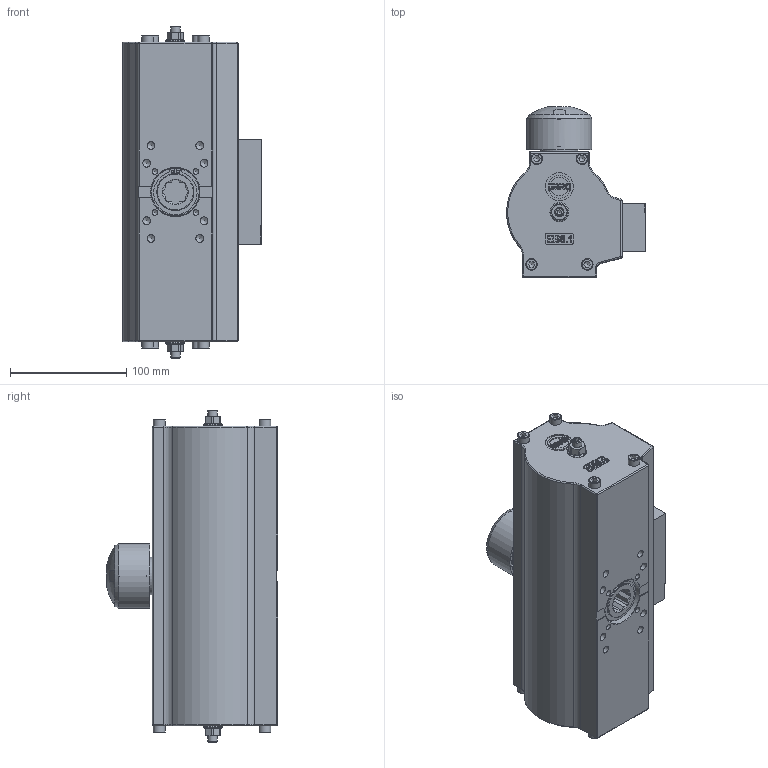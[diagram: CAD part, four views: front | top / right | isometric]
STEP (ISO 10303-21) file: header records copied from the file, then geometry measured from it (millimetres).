
FILE_DESCRIPTION(/* description */ ('','CAx-IF Rec.Pracs.---Representation and Presentation of Product Manufacturing Information (PMI)---3.8---2014-02-18'),/* implementation_level */ '2;1');
FILE_NAME(/* name */ 'EB 8.1 SYD F05F07.stp',/* time_stamp */ '2018-10-16T09:23:05+02:00',/* author */ ('hellwig'),/* organization */ (''),/* preprocessor_version */ 'ST-DEVELOPER v16.5',/* originating_system */ 'Autodesk Inventor 2017',/* authorisation */ '');
FILE_SCHEMA (('AP242_MANAGED_MODEL_BASED_3D_ENGINEERING_MIM_LF { 1 0 10303 442 1 1 4 }'));
Length unit declared in the file: millimetre
Products named in the file (1): M47054
Bounding box: 119.37 x 147.5 x 286 mm (x, y, z)
Volume: 1006592.7 mm3; surface area: 287169.2 mm2
Topology: 1 solids, 42 shells, 2329 faces, 5955 edges, 3634 vertices
Faces by surface type: plane 974, cylinder 601, bspline 363, torus 138, cone 131, sphere 122
Full cylindrical faces by diameter (mm): 2 x10, 2.5 x2, 3 x4, 4 x4, 4.134 x8, 4.2 x1, 4.917 x15, 5 x3, 5.5 x1, 6 x10, 6.6 x2, 6.647 x8, 7 x8, 8 x5, 9 x2, 10 x10, 11 x4, 11.1 x2, 11.3 x2, 11.445 x2, 12 x2, 13 x2, 16.4 x2, 16.5 x1, 18 x1, 19 x1, 20 x2, 20.1 x1, 23 x1, 24 x3
Entity records: 80128 total; most frequent: CARTESIAN_POINT 26004, ORIENTED_EDGE 10776, DIRECTION 10131, EDGE_CURVE 5388, AXIS2_PLACEMENT_3D 3731, VERTEX_POINT 3489, EDGE_LOOP 2755, LINE 2669
